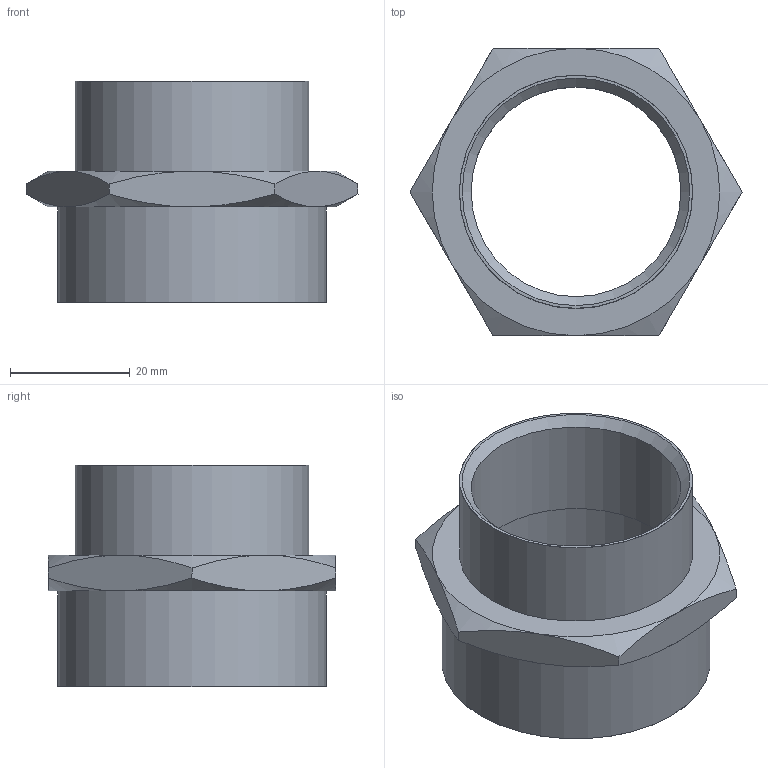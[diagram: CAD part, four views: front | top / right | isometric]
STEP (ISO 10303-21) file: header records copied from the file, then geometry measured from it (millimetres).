
FILE_DESCRIPTION(( 'RX.12.114.112.STP' ), '1');
FILE_NAME( 'RX.12.114.112.STP', '2018-10-10T10:53:40',( 'Sopra'),('sopra-pneumatic.com'), 'SwSTEP 2.0','SolidWorks 2009','' );
FILE_SCHEMA (('AUTOMOTIVE_DESIGN { 1 0 10303 214 1 1 1 1 }'));
Length unit declared in the file: millimetre
Bounding box: 55.43 x 48 x 37 mm (x, y, z)
Volume: 15845.3 mm3; surface area: 10937.2 mm2
Topology: 1 solids, 1 shells, 31 faces, 81 edges, 54 vertices
Faces by surface type: cone 17, plane 10, cylinder 4
Full cylindrical faces by diameter (mm): 35 x1, 38 x1, 38.952 x1, 44.845 x1
Entity records: 1578 total; most frequent: DIRECTION 188, CARTESIAN_POINT 145, PRESENTATION_STYLE_ASSIGNMENT 133, COLOUR_RGB 133, DRAUGHTING_PRE_DEFINED_CURVE_FONT 132, CURVE_STYLE 132, OVER_RIDING_STYLED_ITEM 132, ORIENTED_EDGE 132
